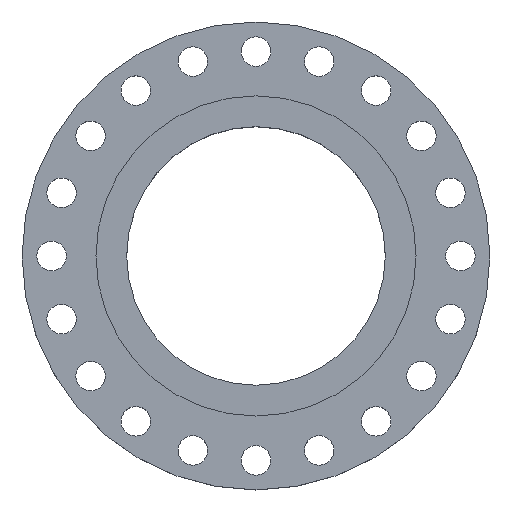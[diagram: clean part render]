
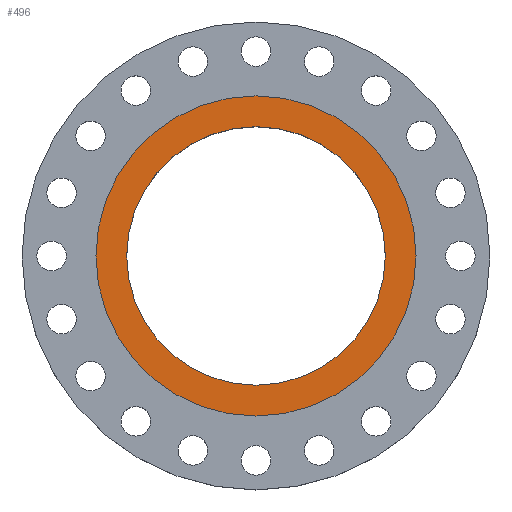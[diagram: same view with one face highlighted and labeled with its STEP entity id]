
A CAD part, top view. The second image highlights one B-rep face of the part: STEP entity #496.
In plain terms, the highlighted planar face has unit normal (0, 0, 1).
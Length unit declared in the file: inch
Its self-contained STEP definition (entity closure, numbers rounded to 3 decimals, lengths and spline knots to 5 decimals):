
#58 = CARTESIAN_POINT ( 'NONE',  ( -6.562, 0., 0. ) ) ;
#141 = AXIS2_PLACEMENT_3D ( 'NONE', #444, #1694, #1387 ) ;
#152 = VERTEX_POINT ( 'NONE', #662 ) ;
#166 = CARTESIAN_POINT ( 'NONE',  ( 0., 0., 0. ) ) ;
#311 = AXIS2_PLACEMENT_3D ( 'NONE', #1070, #1081, #925 ) ;
#313 = AXIS2_PLACEMENT_3D ( 'NONE', #166, #1859, #1071 ) ;
#330 = DIRECTION ( 'NONE',  ( 0., 0., 1. ) ) ;
#359 = ORIENTED_EDGE ( 'NONE', *, *, #1248, .T. ) ;
#364 = AXIS2_PLACEMENT_3D ( 'NONE', #1097, #1900, #1736 ) ;
#444 = CARTESIAN_POINT ( 'NONE',  ( 0., 0., 0. ) ) ;
#496 = ADVANCED_FACE ( 'NONE', ( #1118, #1575 ), #1757, .F. ) ;
#531 = CIRCLE ( 'NONE', #1458, 8.125 ) ;
#583 = VERTEX_POINT ( 'NONE', #1179 ) ;
#617 = EDGE_LOOP ( 'NONE', ( #359, #911 ) ) ;
#662 = CARTESIAN_POINT ( 'NONE',  ( -8.125, 0., 0. ) ) ;
#816 = EDGE_LOOP ( 'NONE', ( #1060, #1494 ) ) ;
#911 = ORIENTED_EDGE ( 'NONE', *, *, #1050, .T. ) ;
#925 = DIRECTION ( 'NONE',  ( 1., 0., 0. ) ) ;
#1050 = EDGE_CURVE ( 'NONE', #152, #1855, #1134, .T. ) ;
#1060 = ORIENTED_EDGE ( 'NONE', *, *, #1875, .F. ) ;
#1070 = CARTESIAN_POINT ( 'NONE',  ( 0., 0., 0. ) ) ;
#1071 = DIRECTION ( 'NONE',  ( 1., 0., 0. ) ) ;
#1081 = DIRECTION ( 'NONE',  ( 0., 0., 1. ) ) ;
#1097 = CARTESIAN_POINT ( 'NONE',  ( 0., 6.562, 0. ) ) ;
#1118 = FACE_BOUND ( 'NONE', #816, .T. ) ;
#1134 = CIRCLE ( 'NONE', #311, 8.125 ) ;
#1179 = CARTESIAN_POINT ( 'NONE',  ( 6.562, 0., 0. ) ) ;
#1248 = EDGE_CURVE ( 'NONE', #1855, #152, #531, .T. ) ;
#1387 = DIRECTION ( 'NONE',  ( 1., 0., 0. ) ) ;
#1408 = DIRECTION ( 'NONE',  ( 1., 0., 0. ) ) ;
#1458 = AXIS2_PLACEMENT_3D ( 'NONE', #1721, #330, #1408 ) ;
#1494 = ORIENTED_EDGE ( 'NONE', *, *, #1502, .F. ) ;
#1502 = EDGE_CURVE ( 'NONE', #1688, #583, #1719, .T. ) ;
#1575 = FACE_OUTER_BOUND ( 'NONE', #617, .T. ) ;
#1681 = CIRCLE ( 'NONE', #141, 6.562 ) ;
#1688 = VERTEX_POINT ( 'NONE', #58 ) ;
#1694 = DIRECTION ( 'NONE',  ( 0., 0., 1. ) ) ;
#1719 = CIRCLE ( 'NONE', #313, 6.562 ) ;
#1721 = CARTESIAN_POINT ( 'NONE',  ( 0., 0., 0. ) ) ;
#1736 = DIRECTION ( 'NONE',  ( -1., 0., 0. ) ) ;
#1757 = PLANE ( 'NONE',  #364 ) ;
#1786 = CARTESIAN_POINT ( 'NONE',  ( 8.125, 0., 0. ) ) ;
#1855 = VERTEX_POINT ( 'NONE', #1786 ) ;
#1859 = DIRECTION ( 'NONE',  ( 0., 0., 1. ) ) ;
#1875 = EDGE_CURVE ( 'NONE', #583, #1688, #1681, .T. ) ;
#1900 = DIRECTION ( 'NONE',  ( 0., 0., -1. ) ) ;
